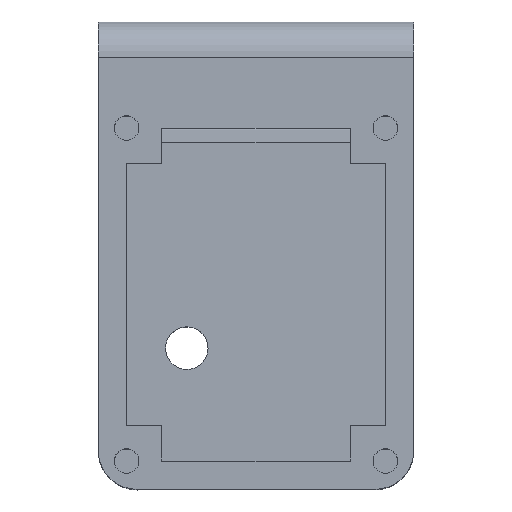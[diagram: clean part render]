
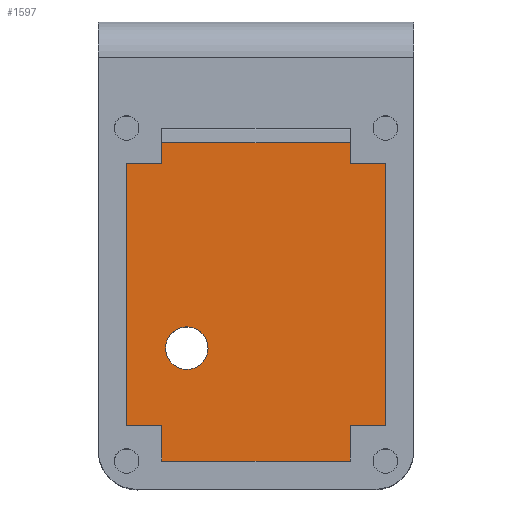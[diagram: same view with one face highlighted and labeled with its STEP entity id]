
A CAD part, front view. The second image highlights one B-rep face of the part: STEP entity #1597.
In plain terms, the highlighted planar face has unit normal (0, -1, 0.008).
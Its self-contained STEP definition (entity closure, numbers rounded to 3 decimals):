
#44=FACE_BOUND('',#254,.T.);
#75=PLANE('',#1757);
#152=FACE_OUTER_BOUND('',#253,.T.);
#253=EDGE_LOOP('',(#1375,#1376,#1377,#1378,#1379,#1380,#1381,#1382,#1383,
#1384,#1385,#1386));
#254=EDGE_LOOP('',(#1387));
#315=LINE('',#2382,#472);
#376=LINE('',#2594,#533);
#403=LINE('',#2692,#560);
#414=LINE('',#2718,#571);
#415=LINE('',#2720,#572);
#416=LINE('',#2722,#573);
#417=LINE('',#2724,#574);
#418=LINE('',#2726,#575);
#419=LINE('',#2728,#576);
#420=LINE('',#2730,#577);
#421=LINE('',#2732,#578);
#422=LINE('',#2733,#579);
#472=VECTOR('',#1887,10.);
#533=VECTOR('',#2022,10.);
#560=VECTOR('',#2127,10.);
#571=VECTOR('',#2148,10.);
#572=VECTOR('',#2149,10.);
#573=VECTOR('',#2150,10.);
#574=VECTOR('',#2151,10.);
#575=VECTOR('',#2152,10.);
#576=VECTOR('',#2153,10.);
#577=VECTOR('',#2154,10.);
#578=VECTOR('',#2155,10.);
#579=VECTOR('',#2156,10.);
#660=CIRCLE('',#1758,3.);
#698=VERTEX_POINT('',#2378);
#700=VERTEX_POINT('',#2381);
#771=VERTEX_POINT('',#2592);
#795=VERTEX_POINT('',#2690);
#805=VERTEX_POINT('',#2717);
#806=VERTEX_POINT('',#2719);
#807=VERTEX_POINT('',#2721);
#808=VERTEX_POINT('',#2723);
#809=VERTEX_POINT('',#2725);
#810=VERTEX_POINT('',#2727);
#811=VERTEX_POINT('',#2729);
#812=VERTEX_POINT('',#2731);
#813=VERTEX_POINT('',#2734);
#862=EDGE_CURVE('',#698,#700,#315,.T.);
#950=EDGE_CURVE('',#771,#698,#376,.T.);
#996=EDGE_CURVE('',#795,#771,#403,.T.);
#1009=EDGE_CURVE('',#805,#795,#414,.T.);
#1010=EDGE_CURVE('',#806,#805,#415,.T.);
#1011=EDGE_CURVE('',#807,#806,#416,.T.);
#1012=EDGE_CURVE('',#808,#807,#417,.T.);
#1013=EDGE_CURVE('',#809,#808,#418,.T.);
#1014=EDGE_CURVE('',#810,#809,#419,.T.);
#1015=EDGE_CURVE('',#811,#810,#420,.T.);
#1016=EDGE_CURVE('',#812,#811,#421,.T.);
#1017=EDGE_CURVE('',#700,#812,#422,.T.);
#1018=EDGE_CURVE('',#813,#813,#660,.T.);
#1375=ORIENTED_EDGE('',*,*,#950,.F.);
#1376=ORIENTED_EDGE('',*,*,#996,.F.);
#1377=ORIENTED_EDGE('',*,*,#1009,.F.);
#1378=ORIENTED_EDGE('',*,*,#1010,.F.);
#1379=ORIENTED_EDGE('',*,*,#1011,.F.);
#1380=ORIENTED_EDGE('',*,*,#1012,.F.);
#1381=ORIENTED_EDGE('',*,*,#1013,.F.);
#1382=ORIENTED_EDGE('',*,*,#1014,.F.);
#1383=ORIENTED_EDGE('',*,*,#1015,.F.);
#1384=ORIENTED_EDGE('',*,*,#1016,.F.);
#1385=ORIENTED_EDGE('',*,*,#1017,.F.);
#1386=ORIENTED_EDGE('',*,*,#862,.F.);
#1387=ORIENTED_EDGE('',*,*,#1018,.F.);
#1597=ADVANCED_FACE('',(#152,#44),#75,.T.);
#1757=AXIS2_PLACEMENT_3D('',#2716,#2146,#2147);
#1758=AXIS2_PLACEMENT_3D('',#2735,#2157,#2158);
#1887=DIRECTION('',(0.,-0.008,-1.));
#2022=DIRECTION('',(1.,0.,0.));
#2127=DIRECTION('',(0.,0.008,1.));
#2146=DIRECTION('center_axis',(0.,-1.,
0.008));
#2147=DIRECTION('ref_axis',(1.,0.,0.));
#2148=DIRECTION('',(1.,0.,0.));
#2149=DIRECTION('',(0.,0.008,1.));
#2150=DIRECTION('',(-1.,0.,0.));
#2151=DIRECTION('',(0.,0.008,1.));
#2152=DIRECTION('',(-1.,0.,0.));
#2153=DIRECTION('',(0.,-0.008,-1.));
#2154=DIRECTION('',(-1.,0.,0.));
#2155=DIRECTION('',(0.,-0.008,-1.));
#2156=DIRECTION('',(1.,0.,0.));
#2157=DIRECTION('center_axis',(0.,-1.,
0.008));
#2158=DIRECTION('ref_axis',(1.,0.,0.));
#2378=CARTESIAN_POINT('',(-76.477,-33.191,181.653));
#2381=CARTESIAN_POINT('',(-76.477,-33.215,178.653));
#2382=CARTESIAN_POINT('',(-76.477,-33.175,183.653));
#2592=CARTESIAN_POINT('',(-103.019,-33.191,181.653));
#2594=CARTESIAN_POINT('',(-89.748,-33.191,181.653));
#2690=CARTESIAN_POINT('',(-103.019,-33.215,178.653));
#2692=CARTESIAN_POINT('',(-103.019,-33.175,183.653));
#2716=CARTESIAN_POINT('Origin',(-89.748,-33.364,160.154));
#2717=CARTESIAN_POINT('',(-108.019,-33.215,178.653));
#2718=CARTESIAN_POINT('',(-103.019,-33.215,178.653));
#2719=CARTESIAN_POINT('',(-108.019,-33.512,141.655));
#2720=CARTESIAN_POINT('',(-108.019,-33.553,136.655));
#2721=CARTESIAN_POINT('',(-103.019,-33.512,141.655));
#2722=CARTESIAN_POINT('',(-103.019,-33.512,141.655));
#2723=CARTESIAN_POINT('',(-103.019,-33.553,136.655));
#2724=CARTESIAN_POINT('',(-103.019,-33.553,136.655));
#2725=CARTESIAN_POINT('',(-76.477,-33.553,136.655));
#2726=CARTESIAN_POINT('',(-71.477,-33.553,136.655));
#2727=CARTESIAN_POINT('',(-76.477,-33.512,141.655));
#2728=CARTESIAN_POINT('',(-76.477,-33.553,136.655));
#2729=CARTESIAN_POINT('',(-71.477,-33.512,141.655));
#2730=CARTESIAN_POINT('',(-76.477,-33.512,141.655));
#2731=CARTESIAN_POINT('',(-71.477,-33.215,178.653));
#2732=CARTESIAN_POINT('',(-71.477,-33.175,183.653));
#2733=CARTESIAN_POINT('',(-76.477,-33.215,178.653));
#2734=CARTESIAN_POINT('',(-102.519,-33.424,152.654));
#2735=CARTESIAN_POINT('Origin',(-99.519,-33.424,152.654));
